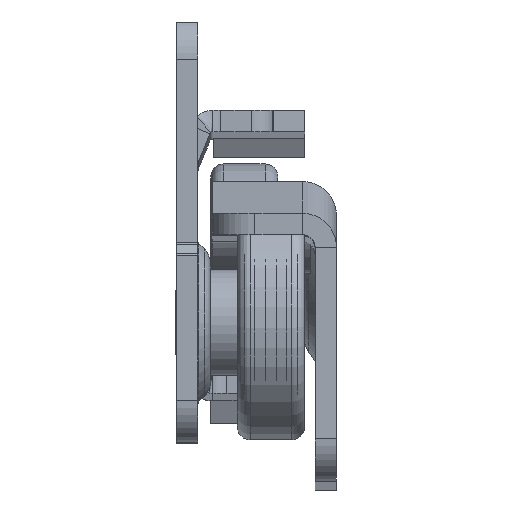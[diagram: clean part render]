
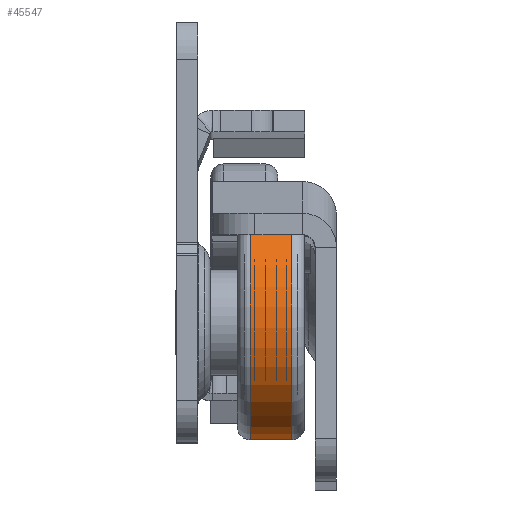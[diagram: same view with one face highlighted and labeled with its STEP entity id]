
A CAD part, top view. The second image highlights one B-rep face of the part: STEP entity #45547.
In plain terms, the highlighted cylindrical face has radius 11 mm (diameter 22 mm), a full revolution.
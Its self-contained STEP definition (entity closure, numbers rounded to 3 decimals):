
#483 = FACE_OUTER_BOUND ( 'NONE', #35070, .T. ) ;
#949 = VERTEX_POINT ( 'NONE', #13007 ) ;
#2834 = ORIENTED_EDGE ( 'NONE', *, *, #13382, .T. ) ;
#7954 = DIRECTION ( 'NONE',  ( 0., 0., 1. ) ) ;
#10111 = VERTEX_POINT ( 'NONE', #26113 ) ;
#11531 = CARTESIAN_POINT ( 'NONE',  ( 0., 0., 0. ) ) ;
#13007 = CARTESIAN_POINT ( 'NONE',  ( 5.1, 0., 11. ) ) ;
#13382 = EDGE_CURVE ( 'NONE', #949, #949, #41749, .T. ) ;
#15304 = CARTESIAN_POINT ( 'NONE',  ( 5.1, 0., 0. ) ) ;
#20544 = DIRECTION ( 'NONE',  ( -1., 0., 0. ) ) ;
#20722 = CIRCLE ( 'NONE', #34162, 11. ) ;
#21591 = DIRECTION ( 'NONE',  ( 0., 0., 1. ) ) ;
#24619 = FACE_OUTER_BOUND ( 'NONE', #34942, .T. ) ;
#26113 = CARTESIAN_POINT ( 'NONE',  ( 1.2, 0., 11. ) ) ;
#27540 = DIRECTION ( 'NONE',  ( -1., 0., 0. ) ) ;
#27895 = DIRECTION ( 'NONE',  ( -1., 0., 0. ) ) ;
#31476 = CYLINDRICAL_SURFACE ( 'NONE', #42211, 11. ) ;
#33584 = EDGE_CURVE ( 'NONE', #10111, #10111, #20722, .T. ) ;
#34162 = AXIS2_PLACEMENT_3D ( 'NONE', #48732, #20544, #21591 ) ;
#34942 = EDGE_LOOP ( 'NONE', ( #2834 ) ) ;
#34976 = ORIENTED_EDGE ( 'NONE', *, *, #33584, .F. ) ;
#35070 = EDGE_LOOP ( 'NONE', ( #34976 ) ) ;
#41749 = CIRCLE ( 'NONE', #47706, 11. ) ;
#42211 = AXIS2_PLACEMENT_3D ( 'NONE', #11531, #27540, #43551 ) ;
#43551 = DIRECTION ( 'NONE',  ( 0., 0., 1. ) ) ;
#45547 = ADVANCED_FACE ( 'NONE', ( #483, #24619 ), #31476, .T. ) ;
#47706 = AXIS2_PLACEMENT_3D ( 'NONE', #15304, #27895, #7954 ) ;
#48732 = CARTESIAN_POINT ( 'NONE',  ( 1.2, 0., 0. ) ) ;
